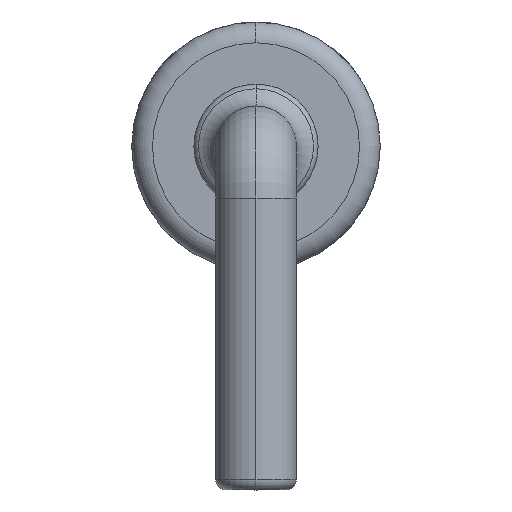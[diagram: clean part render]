
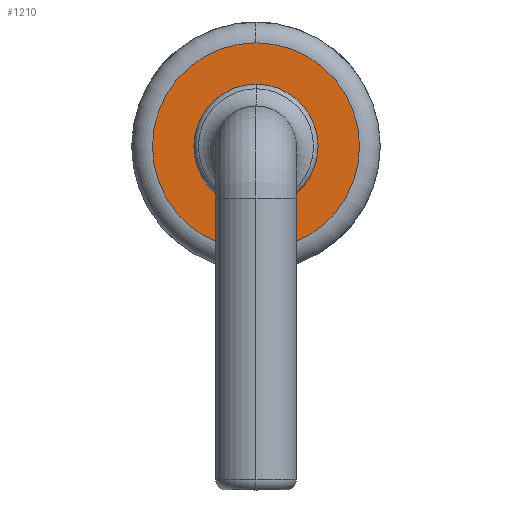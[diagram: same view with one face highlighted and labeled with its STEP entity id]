
A CAD part, left-side view. The second image highlights one B-rep face of the part: STEP entity #1210.
In plain terms, the highlighted planar face has unit normal (-1, 0, 0).
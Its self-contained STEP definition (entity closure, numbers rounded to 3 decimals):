
#46 = VERTEX_POINT ( 'NONE', #5168 ) ;
#125 = ORIENTED_EDGE ( 'NONE', *, *, #5243, .F. ) ;
#215 = CIRCLE ( 'NONE', #3501, 0.6 ) ;
#324 = CARTESIAN_POINT ( 'NONE',  ( -1.85, 0., 1.92 ) ) ;
#435 = AXIS2_PLACEMENT_3D ( 'NONE', #4782, #1998, #5242 ) ;
#499 = CARTESIAN_POINT ( 'NONE',  ( -1.85, 0., 0.72 ) ) ;
#788 = ORIENTED_EDGE ( 'NONE', *, *, #3322, .F. ) ;
#873 = CARTESIAN_POINT ( 'NONE',  ( -1.85, 0., 1.32 ) ) ;
#1168 = CARTESIAN_POINT ( 'NONE',  ( -1.85, 0., 0.32 ) ) ;
#1210 = ADVANCED_FACE ( 'NONE', ( #5800, #2096 ), #2067, .F. ) ;
#1325 = DIRECTION ( 'NONE',  ( 0., 0., -1. ) ) ;
#1560 = VERTEX_POINT ( 'NONE', #1168 ) ;
#1622 = CARTESIAN_POINT ( 'NONE',  ( -1.85, 0., 1.32 ) ) ;
#1844 = VERTEX_POINT ( 'NONE', #324 ) ;
#1966 = CARTESIAN_POINT ( 'NONE',  ( -1.85, 0., 1.32 ) ) ;
#1998 = DIRECTION ( 'NONE',  ( -1., 0., 0. ) ) ;
#2062 = CIRCLE ( 'NONE', #435, 1. ) ;
#2067 = PLANE ( 'NONE',  #3094 ) ;
#2093 = DIRECTION ( 'NONE',  ( 0., 0., -1. ) ) ;
#2096 = FACE_BOUND ( 'NONE', #5732, .T. ) ;
#2105 = DIRECTION ( 'NONE',  ( -1., 0., 0. ) ) ;
#2122 = VERTEX_POINT ( 'NONE', #499 ) ;
#2429 = DIRECTION ( 'NONE',  ( 0., 0., -1. ) ) ;
#2551 = CIRCLE ( 'NONE', #5386, 1. ) ;
#3094 = AXIS2_PLACEMENT_3D ( 'NONE', #1622, #4876, #2093 ) ;
#3322 = EDGE_CURVE ( 'NONE', #1844, #2122, #4116, .T. ) ;
#3385 = AXIS2_PLACEMENT_3D ( 'NONE', #1966, #5214, #2429 ) ;
#3501 = AXIS2_PLACEMENT_3D ( 'NONE', #873, #4123, #1325 ) ;
#4116 = CIRCLE ( 'NONE', #3385, 0.6 ) ;
#4123 = DIRECTION ( 'NONE',  ( -1., 0., 0. ) ) ;
#4782 = CARTESIAN_POINT ( 'NONE',  ( -1.85, 0., 1.32 ) ) ;
#4876 = DIRECTION ( 'NONE',  ( 1., 0., 0. ) ) ;
#4888 = CARTESIAN_POINT ( 'NONE',  ( -1.85, 0., 1.32 ) ) ;
#5123 = EDGE_LOOP ( 'NONE', ( #5836, #5383 ) ) ;
#5168 = CARTESIAN_POINT ( 'NONE',  ( -1.85, 0., 2.32 ) ) ;
#5214 = DIRECTION ( 'NONE',  ( -1., 0., 0. ) ) ;
#5242 = DIRECTION ( 'NONE',  ( 0., 0., -1. ) ) ;
#5243 = EDGE_CURVE ( 'NONE', #2122, #1844, #215, .T. ) ;
#5351 = DIRECTION ( 'NONE',  ( 0., 0., -1. ) ) ;
#5383 = ORIENTED_EDGE ( 'NONE', *, *, #5865, .T. ) ;
#5386 = AXIS2_PLACEMENT_3D ( 'NONE', #4888, #2105, #5351 ) ;
#5732 = EDGE_LOOP ( 'NONE', ( #788, #125 ) ) ;
#5756 = EDGE_CURVE ( 'NONE', #1560, #46, #2062, .T. ) ;
#5800 = FACE_OUTER_BOUND ( 'NONE', #5123, .T. ) ;
#5836 = ORIENTED_EDGE ( 'NONE', *, *, #5756, .T. ) ;
#5865 = EDGE_CURVE ( 'NONE', #46, #1560, #2551, .T. ) ;
